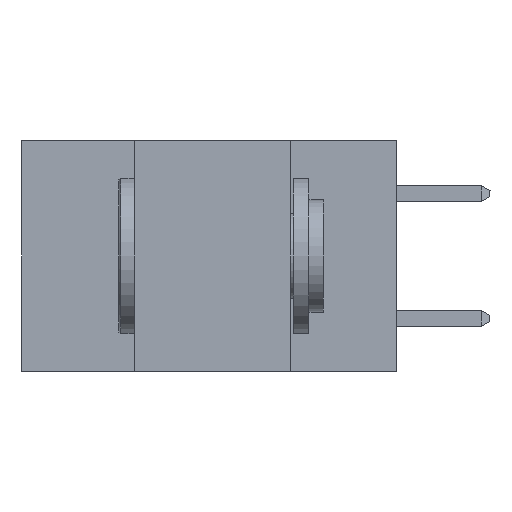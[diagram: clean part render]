
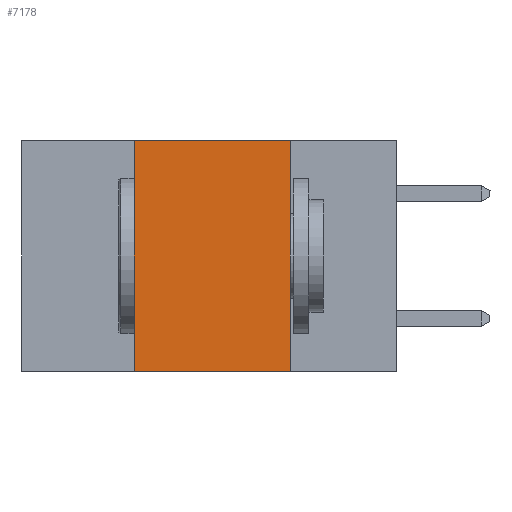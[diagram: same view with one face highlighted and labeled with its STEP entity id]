
A CAD part, left-side view. The second image highlights one B-rep face of the part: STEP entity #7178.
In plain terms, the highlighted planar face has unit normal (-1, 0, 0).
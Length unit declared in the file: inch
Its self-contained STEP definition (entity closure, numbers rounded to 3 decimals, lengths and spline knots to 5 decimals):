
#2606 = CARTESIAN_POINT ( 'NONE',  ( 0., 0.42, 0. ) ) ;
#3081 = LINE ( 'NONE', #14954, #20321 ) ;
#3463 = VERTEX_POINT ( 'NONE', #7580 ) ;
#3549 = VECTOR ( 'NONE', #7949, 39.37008 ) ;
#4376 = LINE ( 'NONE', #20213, #12266 ) ;
#4728 = EDGE_CURVE ( 'NONE', #8786, #3463, #4376, .T. ) ;
#5240 = ORIENTED_EDGE ( 'NONE', *, *, #4728, .F. ) ;
#5674 = ORIENTED_EDGE ( 'NONE', *, *, #15041, .F. ) ;
#5920 = ORIENTED_EDGE ( 'NONE', *, *, #15865, .F. ) ;
#6183 = VERTEX_POINT ( 'NONE', #10453 ) ;
#6532 = ORIENTED_EDGE ( 'NONE', *, *, #10378, .T. ) ;
#6750 = DIRECTION ( 'NONE',  ( 0., 0., -1. ) ) ;
#7178 = ADVANCED_FACE ( 'NONE', ( #15653 ), #20247, .F. ) ;
#7550 = CARTESIAN_POINT ( 'NONE',  ( 0., 0.6, -0.37 ) ) ;
#7580 = CARTESIAN_POINT ( 'NONE',  ( 0., 0.17, -0.37 ) ) ;
#7949 = DIRECTION ( 'NONE',  ( 0., -1., 0. ) ) ;
#8786 = VERTEX_POINT ( 'NONE', #19458 ) ;
#8802 = DIRECTION ( 'NONE',  ( 0., -1., 0. ) ) ;
#9355 = VECTOR ( 'NONE', #15366, 39.37008 ) ;
#10378 = EDGE_CURVE ( 'NONE', #15294, #3463, #20288, .T. ) ;
#10453 = CARTESIAN_POINT ( 'NONE',  ( 0., 0.42, 0. ) ) ;
#12262 = EDGE_LOOP ( 'NONE', ( #5240, #5674, #5920, #6532 ) ) ;
#12266 = VECTOR ( 'NONE', #6750, 39.37008 ) ;
#14021 = CARTESIAN_POINT ( 'NONE',  ( 0., 0.42, -0.37 ) ) ;
#14641 = AXIS2_PLACEMENT_3D ( 'NONE', #20221, #20152, #20083 ) ;
#14954 = CARTESIAN_POINT ( 'NONE',  ( 0., 0.6, 0. ) ) ;
#15041 = EDGE_CURVE ( 'NONE', #6183, #8786, #3081, .T. ) ;
#15294 = VERTEX_POINT ( 'NONE', #14021 ) ;
#15366 = DIRECTION ( 'NONE',  ( 0., 0., 1. ) ) ;
#15653 = FACE_OUTER_BOUND ( 'NONE', #12262, .T. ) ;
#15865 = EDGE_CURVE ( 'NONE', #15294, #6183, #18182, .T. ) ;
#18182 = LINE ( 'NONE', #2606, #9355 ) ;
#19458 = CARTESIAN_POINT ( 'NONE',  ( 0., 0.17, 0. ) ) ;
#20083 = DIRECTION ( 'NONE',  ( 0., 0., -1. ) ) ;
#20152 = DIRECTION ( 'NONE',  ( 1., 0., 0. ) ) ;
#20213 = CARTESIAN_POINT ( 'NONE',  ( 0., 0.17, 0. ) ) ;
#20221 = CARTESIAN_POINT ( 'NONE',  ( 0., 0.6, 0. ) ) ;
#20247 = PLANE ( 'NONE',  #14641 ) ;
#20288 = LINE ( 'NONE', #7550, #3549 ) ;
#20321 = VECTOR ( 'NONE', #8802, 39.37008 ) ;
